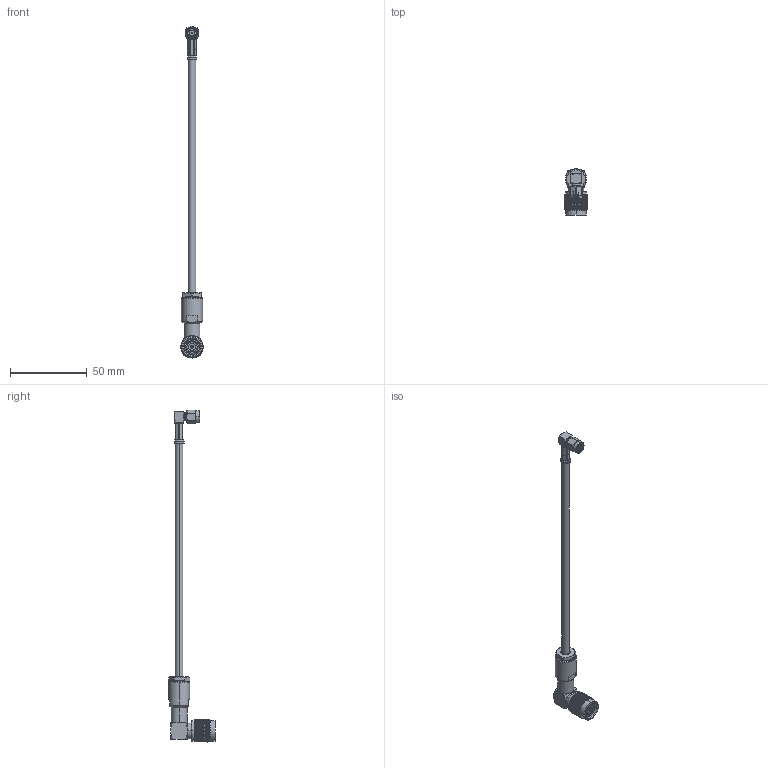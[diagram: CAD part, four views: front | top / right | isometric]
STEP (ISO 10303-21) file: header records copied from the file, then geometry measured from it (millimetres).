
FILE_DESCRIPTION (( 'STEP AP214' ), '1' );
FILE_NAME ('PE3C7914.step', '2021-04-29T22:12:16', ( '' ), ( '' ), 'SwSTEP 2.0', 'SolidWorks 2020', '' );
FILE_SCHEMA (( 'AUTOMOTIVE_DESIGN' ));
Length unit declared in the file: inch
Products named in the file (4): PE3C7914; RG142BU^PE3C7914_RG-142; PE4676^PE3C7914; PE4002^PE3C7914_Crimped
Assembly tree (3 placements, depth 2):
  PE3C7914
    RG142BU^PE3C7914_RG-142
    PE4002^PE3C7914_Crimped
    PE4676^PE3C7914
Bounding box: 14.5 x 30.5 x 216.37 mm (x, y, z)
Volume: 10600.7 mm3; surface area: 8037.2 mm2
Topology: 6 solids, 6 shells, 2974 faces, 6483 edges, 3542 vertices
Faces by surface type: bspline 2010, cylinder 645, plane 236, cone 79, torus 4
Entity records: 115159 total; most frequent: CARTESIAN_POINT 72219, ORIENTED_EDGE 12962, EDGE_CURVE 6481, VERTEX_POINT 3542, DIRECTION 3418, EDGE_LOOP 3001, ADVANCED_FACE 2974, FACE_OUTER_BOUND 2974
